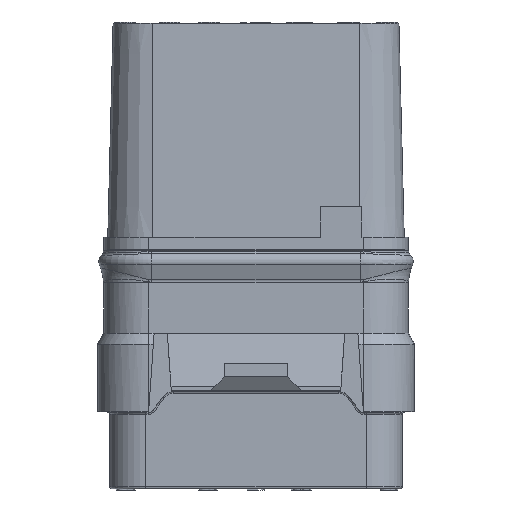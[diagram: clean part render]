
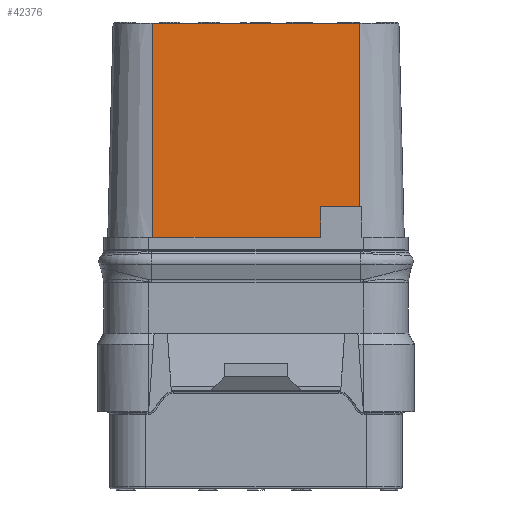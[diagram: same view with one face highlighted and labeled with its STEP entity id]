
A CAD part, front view. The second image highlights one B-rep face of the part: STEP entity #42376.
In plain terms, the highlighted planar face has unit normal (0, -1, 0.025).
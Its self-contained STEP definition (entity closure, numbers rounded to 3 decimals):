
#69=DIRECTION('',(-1.,0.,0.));
#70=VECTOR('',#69,7.95);
#71=CARTESIAN_POINT('',(3.05,-6.,0.));
#72=LINE('',#71,#70);
#77=DIRECTION('',(0.,0.025,1.));
#78=VECTOR('',#77,1.45);
#79=CARTESIAN_POINT('',(3.05,-6.,0.));
#80=LINE('',#79,#78);
#81=CARTESIAN_POINT('',(4.9,-5.964,1.45));
#82=CARTESIAN_POINT('',(4.9,-5.941,2.394));
#83=CARTESIAN_POINT('',(4.9,-5.894,4.294));
#84=CARTESIAN_POINT('',(4.9,-5.822,7.184));
#85=CARTESIAN_POINT('',(4.9,-5.774,9.137));
#86=CARTESIAN_POINT('',(4.9,-5.75,10.12));
#88=DIRECTION('',(-1.,0.,0.));
#89=VECTOR('',#88,1.85);
#90=CARTESIAN_POINT('',(4.9,-5.964,1.45));
#91=LINE('',#90,#89);
#92=CARTESIAN_POINT('',(-4.9,-6.,0.));
#93=CARTESIAN_POINT('',(-4.9,-5.973,1.086));
#94=CARTESIAN_POINT('',(-4.9,-5.919,3.284));
#95=CARTESIAN_POINT('',(-4.9,-5.836,6.657));
#96=CARTESIAN_POINT('',(-4.9,-5.779,8.957));
#97=CARTESIAN_POINT('',(-4.9,-5.75,10.12));
#22138=DIRECTION('',(-1.,0.,0.));
#22139=VECTOR('',#22138,9.801);
#22140=CARTESIAN_POINT('',(4.9,-5.75,10.12));
#22141=LINE('',#22140,#22139);
#33985=CARTESIAN_POINT('',(3.05,-6.,0.));
#33987=VERTEX_POINT('',#33985);
#33994=CARTESIAN_POINT('',(3.05,-5.964,1.45));
#33995=VERTEX_POINT('',#33994);
#34002=CARTESIAN_POINT('',(-4.9,-6.,
0.));
#34004=VERTEX_POINT('',#34002);
#34016=CARTESIAN_POINT('',(4.9,-5.75,10.12));
#34017=VERTEX_POINT('',#34016);
#34018=CARTESIAN_POINT('',(-4.9,-5.75,10.12));
#34019=VERTEX_POINT('',#34018);
#34026=CARTESIAN_POINT('',(4.9,-5.964,1.45));
#34027=VERTEX_POINT('',#34026);
#42359=CARTESIAN_POINT('',(0.,-5.875,5.06));
#42360=DIRECTION('',(0.,1.,-0.025));
#42361=DIRECTION('',(-1.,0.,0.));
#42362=AXIS2_PLACEMENT_3D('',#42359,#42360,#42361);
#42363=PLANE('',#42362);
#42364=ORIENTED_EDGE('',*,*,#42350,.F.);
#42365=ORIENTED_EDGE('',*,*,#42339,.T.);
#42367=ORIENTED_EDGE('',*,*,#42366,.T.);
#42369=ORIENTED_EDGE('',*,*,#42368,.F.);
#42371=ORIENTED_EDGE('',*,*,#42370,.F.);
#42373=ORIENTED_EDGE('',*,*,#42372,.T.);
#42374=EDGE_LOOP('',(#42364,#42365,#42367,#42369,#42371,#42373));
#42375=FACE_OUTER_BOUND('',#42374,.F.);
#42376=ADVANCED_FACE('',(#42375),#42363,.F.);
#87=B_SPLINE_CURVE_WITH_KNOTS('',3,(#81,#82,#83,#84,#85,#86),.UNSPECIFIED.,.F.,
.F.,(4,1,1,4),(0.,0.333,0.667,1.),.UNSPECIFIED.);
#98=B_SPLINE_CURVE_WITH_KNOTS('',3,(#92,#93,#94,#95,#96,#97),.UNSPECIFIED.,.F.,
.F.,(4,1,1,4),(0.,0.333,0.667,1.),.UNSPECIFIED.);
#42339=EDGE_CURVE('',#33987,#34004,#72,.T.);
#42350=EDGE_CURVE('',#33987,#33995,#80,.T.);
#42366=EDGE_CURVE('',#34004,#34019,#98,.T.);
#42368=EDGE_CURVE('',#34017,#34019,#22141,.T.);
#42370=EDGE_CURVE('',#34027,#34017,#87,.T.);
#42372=EDGE_CURVE('',#34027,#33995,#91,.T.);
